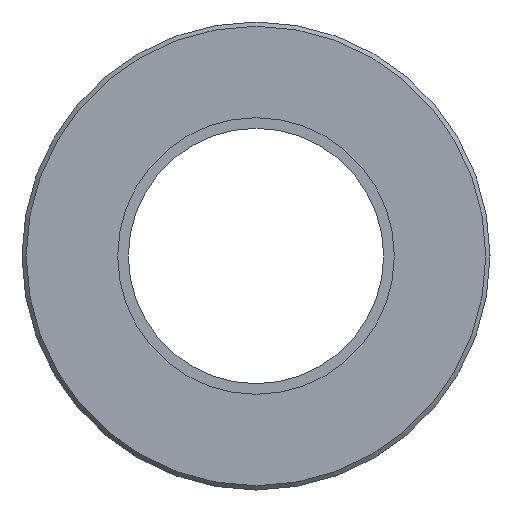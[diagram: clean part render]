
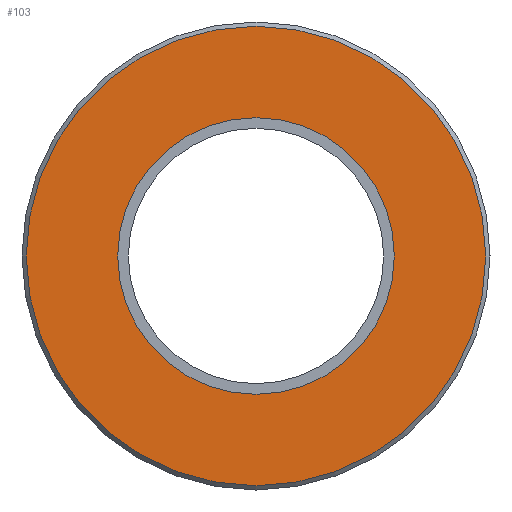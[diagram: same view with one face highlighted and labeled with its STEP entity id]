
A CAD part, left-side view. The second image highlights one B-rep face of the part: STEP entity #103.
In plain terms, the highlighted planar face has unit normal (-1, 0, 0).
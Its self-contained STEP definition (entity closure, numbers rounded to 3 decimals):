
#103 = ADVANCED_FACE( '', ( #212, #213 ), #214, .T. );
#212 = FACE_BOUND( '', #314, .T. );
#213 = FACE_OUTER_BOUND( '', #315, .T. );
#214 = PLANE( '', #316 );
#314 = EDGE_LOOP( '', ( #438 ) );
#315 = EDGE_LOOP( '', ( #439 ) );
#316 = AXIS2_PLACEMENT_3D( '', #440, #441, #442 );
#438 = ORIENTED_EDGE( '', *, *, #473, .T. );
#439 = ORIENTED_EDGE( '', *, *, #501, .F. );
#440 = CARTESIAN_POINT( '', ( 0., 10.8, 0. ) );
#441 = DIRECTION( '', ( -1., 0., 0. ) );
#442 = DIRECTION( '', ( 0., 0., 1. ) );
#473 = EDGE_CURVE( '', #520, #520, #521, .T. );
#501 = EDGE_CURVE( '', #563, #563, #564, .T. );
#520 = VERTEX_POINT( '', #586 );
#521 = CIRCLE( '', #587, 6.5 );
#563 = VERTEX_POINT( '', #629 );
#564 = CIRCLE( '', #630, 10.8 );
#586 = CARTESIAN_POINT( '', ( 0., 0., -6.5 ) );
#587 = AXIS2_PLACEMENT_3D( '', #653, #654, #655 );
#629 = CARTESIAN_POINT( '', ( 0., 0., -10.8 ) );
#630 = AXIS2_PLACEMENT_3D( '', #698, #699, #700 );
#653 = CARTESIAN_POINT( '', ( 0., 0., 0. ) );
#654 = DIRECTION( '', ( 1., 0., 0. ) );
#655 = DIRECTION( '', ( 0., 0., -1. ) );
#698 = CARTESIAN_POINT( '', ( 0., 0., 0. ) );
#699 = DIRECTION( '', ( 1., 0., 0. ) );
#700 = DIRECTION( '', ( 0., 0., -1. ) );
